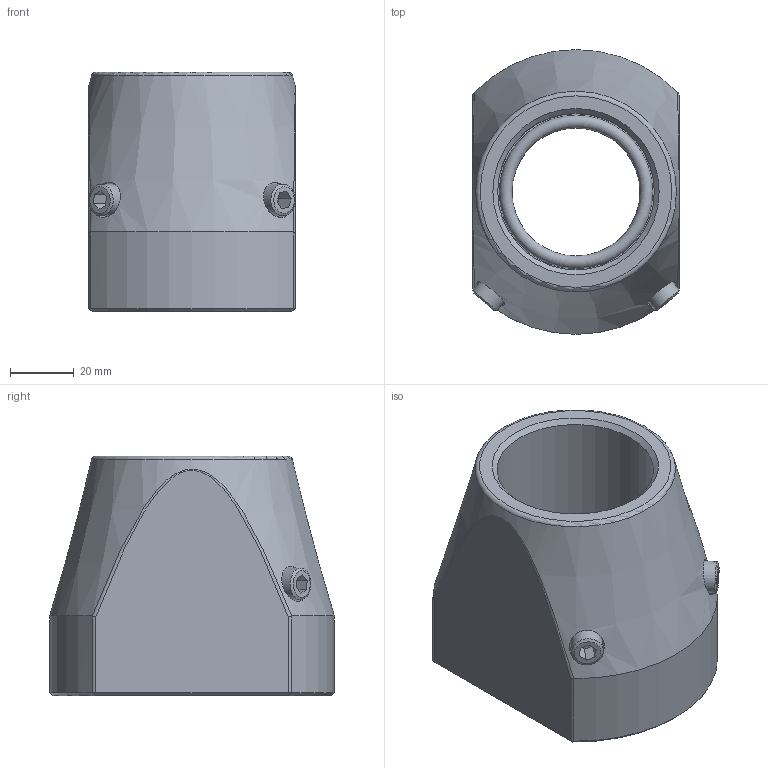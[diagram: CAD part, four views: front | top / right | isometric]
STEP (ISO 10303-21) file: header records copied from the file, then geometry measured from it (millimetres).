
FILE_DESCRIPTION (( 'STEP AP214' ), '1' );
FILE_NAME ('49841002.STEP', '2018-07-11T08:46:29', ( 'Admin' ), ( 'Hewlett-Packard Company' ), 'SwSTEP 2.0', 'SolidWorks 2018', '' );
FILE_SCHEMA (( 'AUTOMOTIVE_DESIGN' ));
Length unit declared in the file: millimetre
Products named in the file (4): 49841002; 84172; 93004; 82011_140
Assembly tree (4 placements, depth 2):
  49841002
    84172
    93004  x2
    82011_140
Bounding box: 64.63 x 89 x 75 mm (x, y, z)
Volume: 204385 mm3; surface area: 41216.3 mm2
Topology: 4 solids, 4 shells, 63 faces, 157 edges, 102 vertices
Faces by surface type: plane 25, cylinder 18, cone 16, torus 2, bspline 2
Full cylindrical faces by diameter (mm): 6.8 x4, 8.5 x2, 10 x2, 11 x2, 40 x1, 49 x1
Entity records: 2348 total; most frequent: CARTESIAN_POINT 1115, DIRECTION 204, ORIENTED_EDGE 178, EDGE_CURVE 89, AXIS2_PLACEMENT_3D 87, EDGE_LOOP 82, VERTEX_POINT 69, FACE_OUTER_BOUND 62
